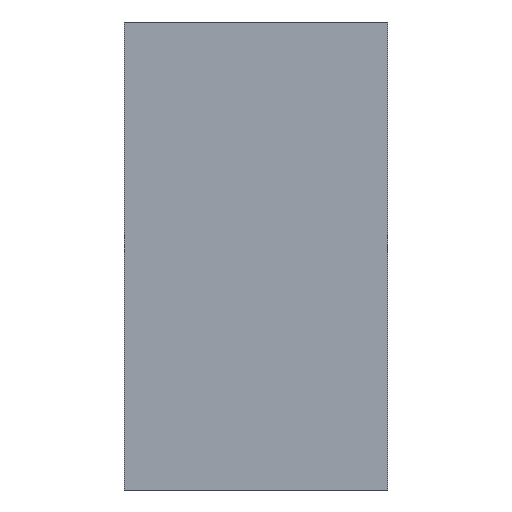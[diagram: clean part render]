
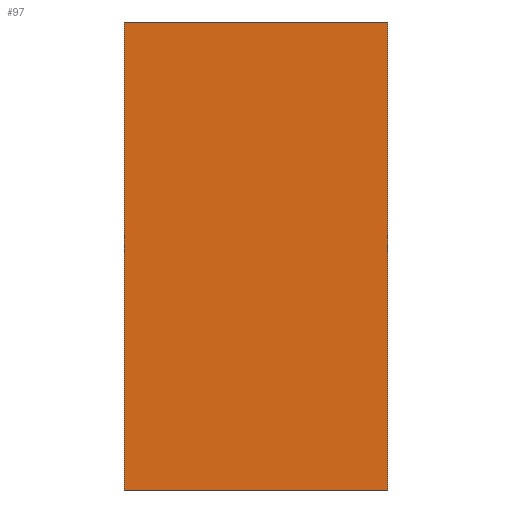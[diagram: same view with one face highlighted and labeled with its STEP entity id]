
A CAD part, left-side view. The second image highlights one B-rep face of the part: STEP entity #97.
In plain terms, the highlighted planar face has unit normal (-1, 0, 0).
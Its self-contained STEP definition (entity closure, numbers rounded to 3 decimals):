
#1 = VECTOR ( 'NONE', #32, 1000. ) ;
#4 = FACE_OUTER_BOUND ( 'NONE', #187, .T. ) ;
#6 = VECTOR ( 'NONE', #147, 1000. ) ;
#7 = CARTESIAN_POINT ( 'NONE',  ( -30.5, 0., 8. ) ) ;
#8 = AXIS2_PLACEMENT_3D ( 'NONE', #118, #59, #88 ) ;
#31 = ORIENTED_EDGE ( 'NONE', *, *, #102, .F. ) ;
#32 = DIRECTION ( 'NONE',  ( 0., 0., 1. ) ) ;
#44 = DIRECTION ( 'NONE',  ( 0., -1., 0. ) ) ;
#49 = LINE ( 'NONE', #104, #1 ) ;
#50 = VECTOR ( 'NONE', #195, 1000. ) ;
#54 = ORIENTED_EDGE ( 'NONE', *, *, #179, .T. ) ;
#59 = DIRECTION ( 'NONE',  ( 1., 0., 0. ) ) ;
#62 = CARTESIAN_POINT ( 'NONE',  ( -30.5, 9., -8. ) ) ;
#67 = VECTOR ( 'NONE', #44, 1000. ) ;
#70 = EDGE_CURVE ( 'NONE', #139, #128, #94, .T. ) ;
#76 = ORIENTED_EDGE ( 'NONE', *, *, #70, .F. ) ;
#78 = CARTESIAN_POINT ( 'NONE',  ( -30.5, 0., -8. ) ) ;
#81 = CARTESIAN_POINT ( 'NONE',  ( -30.5, 9., 8. ) ) ;
#84 = EDGE_CURVE ( 'NONE', #139, #100, #127, .T. ) ;
#88 = DIRECTION ( 'NONE',  ( 0., 0., -1. ) ) ;
#94 = LINE ( 'NONE', #62, #6 ) ;
#96 = VERTEX_POINT ( 'NONE', #7 ) ;
#97 = ADVANCED_FACE ( 'NONE', ( #4 ), #115, .F. ) ;
#100 = VERTEX_POINT ( 'NONE', #78 ) ;
#102 = EDGE_CURVE ( 'NONE', #128, #96, #189, .T. ) ;
#104 = CARTESIAN_POINT ( 'NONE',  ( -30.5, 0., -8. ) ) ;
#115 = PLANE ( 'NONE',  #8 ) ;
#118 = CARTESIAN_POINT ( 'NONE',  ( -30.5, 9., -8. ) ) ;
#127 = LINE ( 'NONE', #174, #67 ) ;
#128 = VERTEX_POINT ( 'NONE', #81 ) ;
#135 = ORIENTED_EDGE ( 'NONE', *, *, #84, .T. ) ;
#139 = VERTEX_POINT ( 'NONE', #141 ) ;
#141 = CARTESIAN_POINT ( 'NONE',  ( -30.5, 9., -8. ) ) ;
#147 = DIRECTION ( 'NONE',  ( 0., 0., 1. ) ) ;
#174 = CARTESIAN_POINT ( 'NONE',  ( -30.5, 9., -8. ) ) ;
#177 = CARTESIAN_POINT ( 'NONE',  ( -30.5, 9., 8. ) ) ;
#179 = EDGE_CURVE ( 'NONE', #100, #96, #49, .T. ) ;
#187 = EDGE_LOOP ( 'NONE', ( #54, #31, #76, #135 ) ) ;
#189 = LINE ( 'NONE', #177, #50 ) ;
#195 = DIRECTION ( 'NONE',  ( 0., -1., 0. ) ) ;
